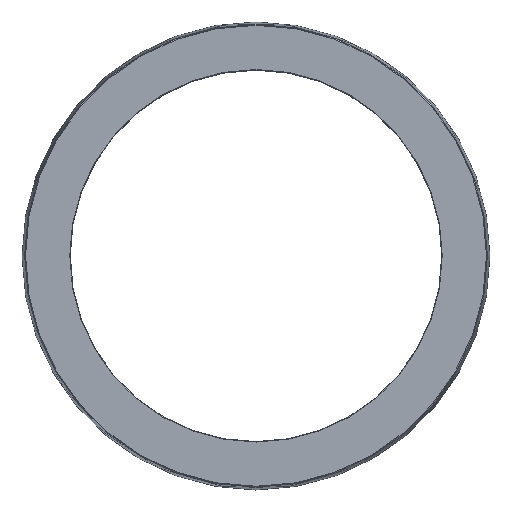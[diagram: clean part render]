
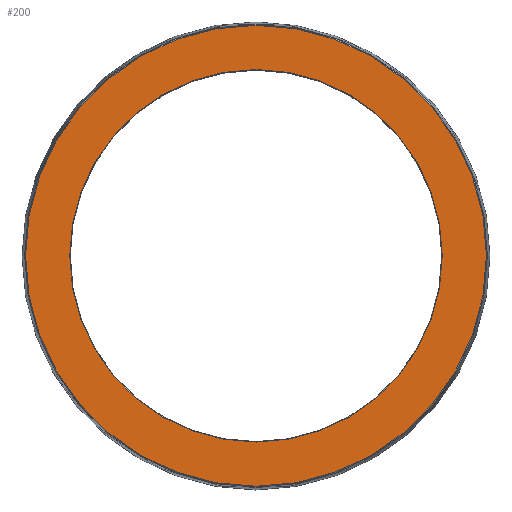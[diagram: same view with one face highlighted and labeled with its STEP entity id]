
A CAD part, top view. The second image highlights one B-rep face of the part: STEP entity #200.
In plain terms, the highlighted planar face has unit normal (0, 0, 1).
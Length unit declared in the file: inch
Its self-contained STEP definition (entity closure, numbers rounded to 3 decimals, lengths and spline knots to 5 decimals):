
#7 = CARTESIAN_POINT ( 'NONE',  ( 0., 0., 4.5 ) ) ;
#9 = CARTESIAN_POINT ( 'NONE',  ( 0., 0., 4.5 ) ) ;
#17 = CARTESIAN_POINT ( 'NONE',  ( -6.28039, 0., 4.5 ) ) ;
#22 = ORIENTED_EDGE ( 'NONE', *, *, #248, .T. ) ;
#42 = CARTESIAN_POINT ( 'NONE',  ( 0., 0., 4.5 ) ) ;
#51 = DIRECTION ( 'NONE',  ( 0., 0., 1. ) ) ;
#78 = CIRCLE ( 'NONE', #321, 5.0755 ) ;
#86 = ORIENTED_EDGE ( 'NONE', *, *, #264, .T. ) ;
#94 = DIRECTION ( 'NONE',  ( 0., 0., 1. ) ) ;
#124 = PLANE ( 'NONE',  #332 ) ;
#127 = EDGE_CURVE ( 'NONE', #432, #403, #159, .T. ) ;
#128 = CIRCLE ( 'NONE', #312, 6.28039 ) ;
#152 = AXIS2_PLACEMENT_3D ( 'NONE', #7, #349, #311 ) ;
#155 = EDGE_LOOP ( 'NONE', ( #86, #22 ) ) ;
#159 = CIRCLE ( 'NONE', #152, 5.0755 ) ;
#161 = EDGE_CURVE ( 'NONE', #403, #432, #78, .T. ) ;
#166 = DIRECTION ( 'NONE',  ( 1., 0., 0. ) ) ;
#181 = VERTEX_POINT ( 'NONE', #17 ) ;
#198 = ORIENTED_EDGE ( 'NONE', *, *, #127, .T. ) ;
#200 = ADVANCED_FACE ( 'NONE', ( #471, #237 ), #124, .T. ) ;
#212 = CIRCLE ( 'NONE', #261, 6.28039 ) ;
#234 = DIRECTION ( 'NONE',  ( 0., 0., -1. ) ) ;
#237 = FACE_OUTER_BOUND ( 'NONE', #155, .T. ) ;
#242 = CARTESIAN_POINT ( 'NONE',  ( 5.0755, 0., 4.5 ) ) ;
#248 = EDGE_CURVE ( 'NONE', #391, #181, #128, .T. ) ;
#261 = AXIS2_PLACEMENT_3D ( 'NONE', #42, #309, #166 ) ;
#264 = EDGE_CURVE ( 'NONE', #181, #391, #212, .T. ) ;
#309 = DIRECTION ( 'NONE',  ( 0., 0., 1. ) ) ;
#311 = DIRECTION ( 'NONE',  ( 1., 0., 0. ) ) ;
#312 = AXIS2_PLACEMENT_3D ( 'NONE', #352, #94, #315 ) ;
#315 = DIRECTION ( 'NONE',  ( 1., 0., 0. ) ) ;
#317 = DIRECTION ( 'NONE',  ( 1., 0., 0. ) ) ;
#318 = ORIENTED_EDGE ( 'NONE', *, *, #161, .T. ) ;
#321 = AXIS2_PLACEMENT_3D ( 'NONE', #9, #234, #317 ) ;
#332 = AXIS2_PLACEMENT_3D ( 'NONE', #399, #51, #390 ) ;
#349 = DIRECTION ( 'NONE',  ( 0., 0., -1. ) ) ;
#352 = CARTESIAN_POINT ( 'NONE',  ( 0., 0., 4.5 ) ) ;
#390 = DIRECTION ( 'NONE',  ( 1., 0., 0. ) ) ;
#391 = VERTEX_POINT ( 'NONE', #487 ) ;
#399 = CARTESIAN_POINT ( 'NONE',  ( 0., 0., 4.5 ) ) ;
#403 = VERTEX_POINT ( 'NONE', #483 ) ;
#432 = VERTEX_POINT ( 'NONE', #242 ) ;
#471 = FACE_BOUND ( 'NONE', #476, .T. ) ;
#476 = EDGE_LOOP ( 'NONE', ( #198, #318 ) ) ;
#483 = CARTESIAN_POINT ( 'NONE',  ( -5.0755, 0., 4.5 ) ) ;
#487 = CARTESIAN_POINT ( 'NONE',  ( 6.28039, 0., 4.5 ) ) ;
